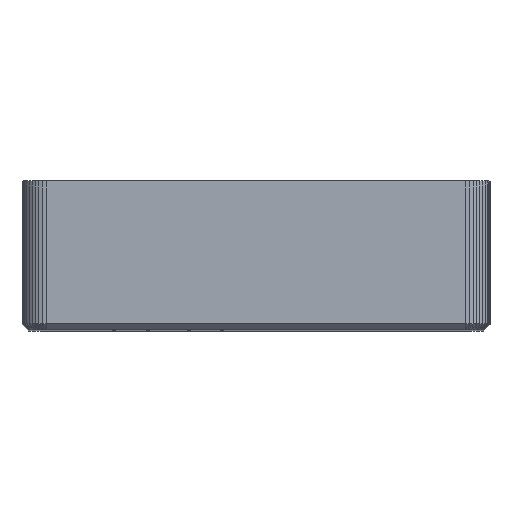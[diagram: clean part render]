
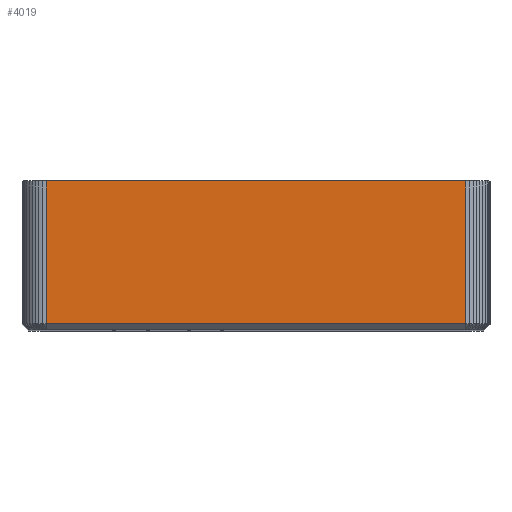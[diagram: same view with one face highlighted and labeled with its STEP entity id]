
A CAD part, top view. The second image highlights one B-rep face of the part: STEP entity #4019.
In plain terms, the highlighted planar face has unit normal (0, 0, 1).
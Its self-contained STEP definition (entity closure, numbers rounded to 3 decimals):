
#1147 = VERTEX_POINT('',#1148);
#1148 = CARTESIAN_POINT('',(-34.35,1.,56.3));
#2541 = VERTEX_POINT('',#2542);
#2542 = CARTESIAN_POINT('',(34.35,1.,56.3));
#3486 = EDGE_CURVE('',#2541,#1147,#3487,.T.);
#3487 = LINE('',#3488,#3489);
#3488 = CARTESIAN_POINT('',(34.35,1.,56.3));
#3489 = VECTOR('',#3490,1.);
#3490 = DIRECTION('',(-1.,0.,0.));
#3993 = EDGE_CURVE('',#1147,#3994,#3996,.T.);
#3994 = VERTEX_POINT('',#3995);
#3995 = CARTESIAN_POINT('',(-34.35,24.4,
    56.3));
#3996 = LINE('',#3997,#3998);
#3997 = CARTESIAN_POINT('',(-34.35,1.,56.3));
#3998 = VECTOR('',#3999,1.);
#3999 = DIRECTION('',(0.,1.,0.));
#4019 = ADVANCED_FACE('',(#4020),#4038,.T.);
#4020 = FACE_BOUND('',#4021,.T.);
#4021 = EDGE_LOOP('',(#4022,#4023,#4024,#4032));
#4022 = ORIENTED_EDGE('',*,*,#3993,.F.);
#4023 = ORIENTED_EDGE('',*,*,#3486,.F.);
#4024 = ORIENTED_EDGE('',*,*,#4025,.T.);
#4025 = EDGE_CURVE('',#2541,#4026,#4028,.T.);
#4026 = VERTEX_POINT('',#4027);
#4027 = CARTESIAN_POINT('',(34.35,24.4,
    56.3));
#4028 = LINE('',#4029,#4030);
#4029 = CARTESIAN_POINT('',(34.35,1.,56.3));
#4030 = VECTOR('',#4031,1.);
#4031 = DIRECTION('',(0.,1.,0.));
#4032 = ORIENTED_EDGE('',*,*,#4033,.F.);
#4033 = EDGE_CURVE('',#3994,#4026,#4034,.T.);
#4034 = LINE('',#4035,#4036);
#4035 = CARTESIAN_POINT('',(-34.35,24.4,
    56.3));
#4036 = VECTOR('',#4037,1.);
#4037 = DIRECTION('',(1.,0.,0.));
#4038 = PLANE('',#4039);
#4039 = AXIS2_PLACEMENT_3D('',#4040,#4041,#4042);
#4040 = CARTESIAN_POINT('',(0.,12.7,56.3));
#4041 = DIRECTION('',(0.,0.,1.));
#4042 = DIRECTION('',(1.,0.,-0.));
